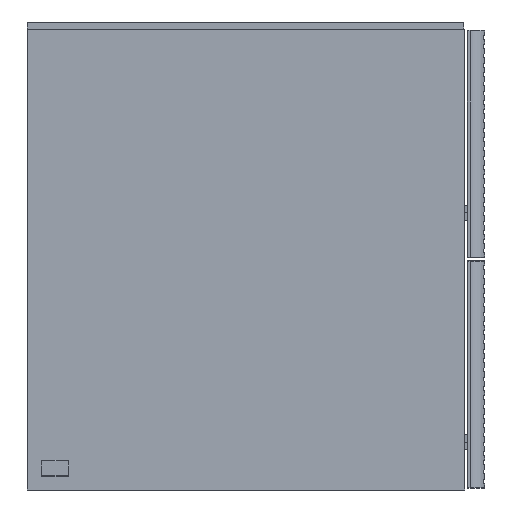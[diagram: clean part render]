
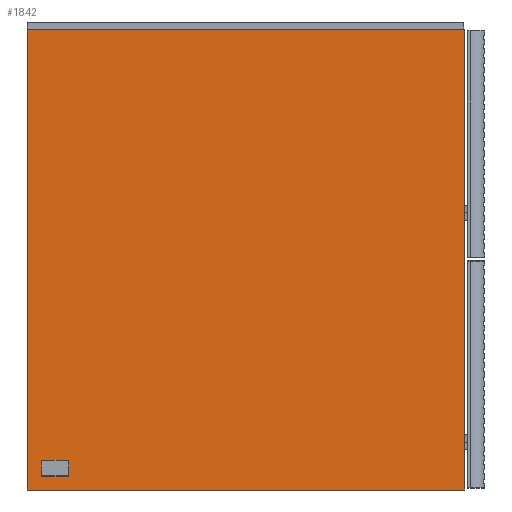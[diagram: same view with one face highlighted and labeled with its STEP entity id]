
A CAD part, left-side view. The second image highlights one B-rep face of the part: STEP entity #1842.
In plain terms, the highlighted planar face has unit normal (-1, 0, 0).
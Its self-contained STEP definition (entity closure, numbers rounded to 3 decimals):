
#1769=CARTESIAN_POINT('',(11439.76,212.52,1348.0));
#1770=VERTEX_POINT('',#1769);
#1777=CARTESIAN_POINT('',(11439.76,-258.48,1348.0));
#1778=VERTEX_POINT('',#1777);
#1779=CARTESIAN_POINT('',(11439.76,212.52,1348.0));
#1780=DIRECTION('',(0.0,-1.0,0.0));
#1781=VECTOR('',#1780,471.0);
#1782=LINE('',#1779,#1781);
#1783=EDGE_CURVE('',#1770,#1778,#1782,.T.);
#1801=CARTESIAN_POINT('',(11439.76,-258.48,852.0));
#1802=VERTEX_POINT('',#1801);
#1803=CARTESIAN_POINT('',(11439.76,-258.48,1348.0));
#1804=DIRECTION('',(0.0,0.0,-1.0));
#1805=VECTOR('',#1804,496.);
#1806=LINE('',#1803,#1805);
#1807=EDGE_CURVE('',#1778,#1802,#1806,.T.);
#1819=CARTESIAN_POINT('',(11439.76,-22.98,851.999));
#1820=DIRECTION('',(-1.0,0.0,0.0));
#1821=DIRECTION('',(0.0,0.0,1.0));
#1822=AXIS2_PLACEMENT_3D('',#1819,#1820,#1821);
#1823=PLANE('',#1822);
#1824=ORIENTED_EDGE('',*,*,#1807,.F.);
#1825=ORIENTED_EDGE('',*,*,#1783,.F.);
#1826=CARTESIAN_POINT('',(11439.76,212.52,852.0));
#1827=VERTEX_POINT('',#1826);
#1828=CARTESIAN_POINT('',(11439.76,212.52,852.0));
#1829=DIRECTION('',(0.0,0.0,1.0));
#1830=VECTOR('',#1829,496.0);
#1831=LINE('',#1828,#1830);
#1832=EDGE_CURVE('',#1827,#1770,#1831,.T.);
#1833=ORIENTED_EDGE('',*,*,#1832,.F.);
#1834=CARTESIAN_POINT('',(11439.76,212.52,852.0));
#1835=DIRECTION('',(0.0,-1.0,0.0));
#1836=VECTOR('',#1835,471.0);
#1837=LINE('',#1834,#1836);
#1838=EDGE_CURVE('',#1827,#1802,#1837,.T.);
#1839=ORIENTED_EDGE('',*,*,#1838,.T.);
#1840=EDGE_LOOP('',(#1824,#1825,#1833,#1839));
#1841=FACE_OUTER_BOUND('',#1840,.T.);
#1842=ADVANCED_FACE('',(#1841),#1823,.T.);
